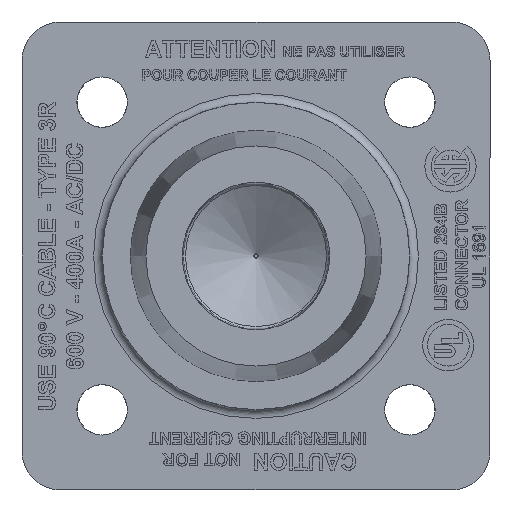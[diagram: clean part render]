
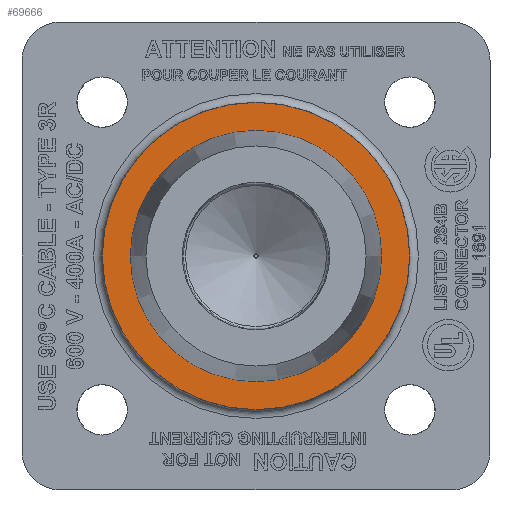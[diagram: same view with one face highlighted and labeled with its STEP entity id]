
A CAD part, left-side view. The second image highlights one B-rep face of the part: STEP entity #69666.
In plain terms, the highlighted planar face has unit normal (-1, 0, 0).
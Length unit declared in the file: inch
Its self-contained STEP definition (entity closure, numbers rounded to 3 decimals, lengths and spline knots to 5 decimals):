
#12604 = FACE_BOUND ( 'NONE', #113873, .T. ) ;
#14596 = DIRECTION ( 'NONE',  ( 1., 0., 0. ) ) ;
#19780 = VERTEX_POINT ( 'NONE', #50554 ) ;
#21651 = DIRECTION ( 'NONE',  ( -1., 0., 0. ) ) ;
#22989 = CARTESIAN_POINT ( 'NONE',  ( -0.61298, 2.00531, -1.96702 ) ) ;
#26360 = DIRECTION ( 'NONE',  ( 0., 1., 0. ) ) ;
#35098 = CARTESIAN_POINT ( 'NONE',  ( -0.61298, 2.00531, -1.96702 ) ) ;
#36369 = CIRCLE ( 'NONE', #53425, 0.61239 ) ;
#36607 = EDGE_CURVE ( 'NONE', #126327, #126327, #36369, .T. ) ;
#47089 = DIRECTION ( 'NONE',  ( -1., 0., 0. ) ) ;
#50554 = CARTESIAN_POINT ( 'NONE',  ( -0.61298, 2.75419, -1.96702 ) ) ;
#53425 = AXIS2_PLACEMENT_3D ( 'NONE', #22989, #21651, #123894 ) ;
#53562 = ORIENTED_EDGE ( 'NONE', *, *, #109518, .T. ) ;
#55482 = ORIENTED_EDGE ( 'NONE', *, *, #36607, .F. ) ;
#56727 = DIRECTION ( 'NONE',  ( 0., 1., 0. ) ) ;
#69666 = ADVANCED_FACE ( 'NONE', ( #12604, #113531 ), #103543, .F. ) ;
#85482 = CARTESIAN_POINT ( 'NONE',  ( -0.61298, 2.75531, -1.96702 ) ) ;
#87574 = CARTESIAN_POINT ( 'NONE',  ( -0.61298, 1.39292, -1.96702 ) ) ;
#98509 = AXIS2_PLACEMENT_3D ( 'NONE', #35098, #47089, #26360 ) ;
#103393 = EDGE_LOOP ( 'NONE', ( #53562 ) ) ;
#103543 = PLANE ( 'NONE',  #111976 ) ;
#109518 = EDGE_CURVE ( 'NONE', #19780, #19780, #117625, .T. ) ;
#111976 = AXIS2_PLACEMENT_3D ( 'NONE', #85482, #14596, #56727 ) ;
#113531 = FACE_OUTER_BOUND ( 'NONE', #103393, .T. ) ;
#113873 = EDGE_LOOP ( 'NONE', ( #55482 ) ) ;
#117625 = CIRCLE ( 'NONE', #98509, 0.74887 ) ;
#123894 = DIRECTION ( 'NONE',  ( 0., -1., 0. ) ) ;
#126327 = VERTEX_POINT ( 'NONE', #87574 ) ;
